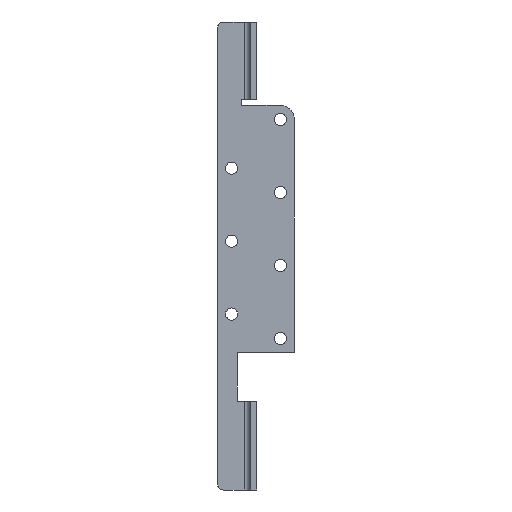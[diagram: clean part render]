
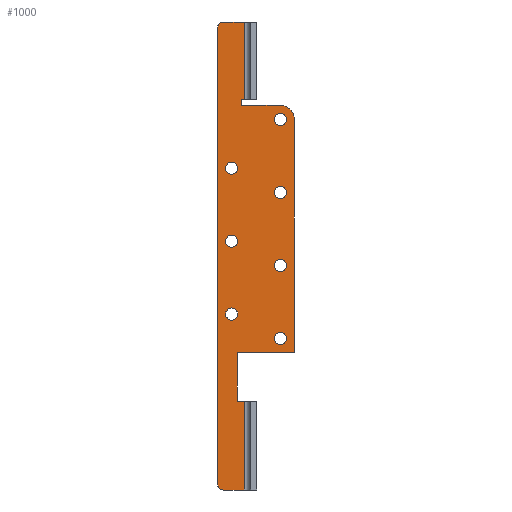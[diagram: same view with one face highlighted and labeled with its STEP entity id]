
A CAD part, front view. The second image highlights one B-rep face of the part: STEP entity #1000.
In plain terms, the highlighted planar face has unit normal (0, -1, 0).
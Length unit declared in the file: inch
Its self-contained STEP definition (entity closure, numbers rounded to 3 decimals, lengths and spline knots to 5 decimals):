
#46=FACE_BOUND('',#214,.T.);
#47=FACE_BOUND('',#215,.T.);
#48=FACE_BOUND('',#216,.T.);
#49=FACE_BOUND('',#217,.T.);
#50=FACE_BOUND('',#218,.T.);
#51=FACE_BOUND('',#219,.T.);
#52=FACE_BOUND('',#220,.T.);
#78=PLANE('',#1126);
#130=FACE_OUTER_BOUND('',#213,.T.);
#213=EDGE_LOOP('',(#901,#902,#903,#904,#905,#906,#907,#908,#909,#910,#911,
#912,#913,#914,#915));
#214=EDGE_LOOP('',(#916));
#215=EDGE_LOOP('',(#917));
#216=EDGE_LOOP('',(#918));
#217=EDGE_LOOP('',(#919));
#218=EDGE_LOOP('',(#920));
#219=EDGE_LOOP('',(#921));
#220=EDGE_LOOP('',(#922));
#225=LINE('',#1434,#307);
#239=LINE('',#1482,#321);
#265=LINE('',#1590,#347);
#280=LINE('',#1628,#362);
#281=LINE('',#1631,#363);
#283=LINE('',#1635,#365);
#286=LINE('',#1640,#368);
#287=LINE('',#1642,#369);
#296=LINE('',#1674,#378);
#298=LINE('',#1678,#380);
#300=LINE('',#1682,#382);
#302=LINE('',#1688,#384);
#307=VECTOR('',#1141,0.3937);
#321=VECTOR('',#1181,0.3937);
#347=VECTOR('',#1305,0.3937);
#362=VECTOR('',#1346,0.3937);
#363=VECTOR('',#1349,0.3937);
#365=VECTOR('',#1353,0.3937);
#368=VECTOR('',#1358,0.3937);
#369=VECTOR('',#1361,0.3937);
#378=VECTOR('',#1400,0.3937);
#380=VECTOR('',#1404,0.3937);
#382=VECTOR('',#1408,0.3937);
#384=VECTOR('',#1416,0.3937);
#386=CIRCLE('',#1025,0.125);
#396=CIRCLE('',#1038,0.125);
#429=CIRCLE('',#1107,0.125);
#430=CIRCLE('',#1109,0.125);
#431=CIRCLE('',#1111,0.125);
#432=CIRCLE('',#1113,0.125);
#433=CIRCLE('',#1115,0.125);
#434=CIRCLE('',#1117,0.125);
#435=CIRCLE('',#1119,0.125);
#436=CIRCLE('',#1124,0.29167);
#439=VERTEX_POINT('',#1424);
#440=VERTEX_POINT('',#1426);
#442=VERTEX_POINT('',#1432);
#462=VERTEX_POINT('',#1476);
#463=VERTEX_POINT('',#1480);
#495=VERTEX_POINT('',#1579);
#504=VERTEX_POINT('',#1613);
#505=VERTEX_POINT('',#1617);
#507=VERTEX_POINT('',#1630);
#508=VERTEX_POINT('',#1634);
#509=VERTEX_POINT('',#1638);
#510=VERTEX_POINT('',#1644);
#511=VERTEX_POINT('',#1648);
#512=VERTEX_POINT('',#1652);
#513=VERTEX_POINT('',#1656);
#514=VERTEX_POINT('',#1660);
#515=VERTEX_POINT('',#1664);
#516=VERTEX_POINT('',#1668);
#517=VERTEX_POINT('',#1672);
#518=VERTEX_POINT('',#1676);
#519=VERTEX_POINT('',#1680);
#520=VERTEX_POINT('',#1684);
#523=EDGE_CURVE('',#439,#440,#386,.T.);
#527=EDGE_CURVE('',#442,#439,#225,.T.);
#549=EDGE_CURVE('',#462,#442,#396,.T.);
#551=EDGE_CURVE('',#463,#462,#239,.T.);
#605=EDGE_CURVE('',#463,#495,#265,.T.);
#624=EDGE_CURVE('',#504,#505,#280,.T.);
#625=EDGE_CURVE('',#507,#504,#281,.T.);
#627=EDGE_CURVE('',#508,#507,#283,.T.);
#630=EDGE_CURVE('',#509,#495,#286,.T.);
#631=EDGE_CURVE('',#440,#505,#287,.T.);
#632=EDGE_CURVE('',#510,#510,#429,.T.);
#634=EDGE_CURVE('',#511,#511,#430,.T.);
#636=EDGE_CURVE('',#512,#512,#431,.T.);
#638=EDGE_CURVE('',#513,#513,#432,.T.);
#640=EDGE_CURVE('',#514,#514,#433,.T.);
#642=EDGE_CURVE('',#515,#515,#434,.T.);
#644=EDGE_CURVE('',#516,#516,#435,.T.);
#647=EDGE_CURVE('',#517,#509,#296,.T.);
#649=EDGE_CURVE('',#518,#517,#298,.T.);
#651=EDGE_CURVE('',#519,#518,#300,.T.);
#653=EDGE_CURVE('',#520,#519,#436,.T.);
#654=EDGE_CURVE('',#520,#508,#302,.T.);
#901=ORIENTED_EDGE('',*,*,#523,.F.);
#902=ORIENTED_EDGE('',*,*,#527,.F.);
#903=ORIENTED_EDGE('',*,*,#549,.F.);
#904=ORIENTED_EDGE('',*,*,#551,.F.);
#905=ORIENTED_EDGE('',*,*,#605,.T.);
#906=ORIENTED_EDGE('',*,*,#630,.F.);
#907=ORIENTED_EDGE('',*,*,#647,.F.);
#908=ORIENTED_EDGE('',*,*,#649,.F.);
#909=ORIENTED_EDGE('',*,*,#651,.F.);
#910=ORIENTED_EDGE('',*,*,#653,.F.);
#911=ORIENTED_EDGE('',*,*,#654,.T.);
#912=ORIENTED_EDGE('',*,*,#627,.T.);
#913=ORIENTED_EDGE('',*,*,#625,.T.);
#914=ORIENTED_EDGE('',*,*,#624,.T.);
#915=ORIENTED_EDGE('',*,*,#631,.F.);
#916=ORIENTED_EDGE('',*,*,#632,.T.);
#917=ORIENTED_EDGE('',*,*,#634,.T.);
#918=ORIENTED_EDGE('',*,*,#636,.T.);
#919=ORIENTED_EDGE('',*,*,#638,.T.);
#920=ORIENTED_EDGE('',*,*,#640,.T.);
#921=ORIENTED_EDGE('',*,*,#642,.T.);
#922=ORIENTED_EDGE('',*,*,#644,.T.);
#1000=ADVANCED_FACE('',(#130,#46,#47,#48,#49,#50,#51,#52),#78,.F.);
#1025=AXIS2_PLACEMENT_3D('',#1427,#1134,#1135);
#1038=AXIS2_PLACEMENT_3D('',#1478,#1176,#1177);
#1107=AXIS2_PLACEMENT_3D('',#1645,#1364,#1365);
#1109=AXIS2_PLACEMENT_3D('',#1649,#1369,#1370);
#1111=AXIS2_PLACEMENT_3D('',#1653,#1374,#1375);
#1113=AXIS2_PLACEMENT_3D('',#1657,#1379,#1380);
#1115=AXIS2_PLACEMENT_3D('',#1661,#1384,#1385);
#1117=AXIS2_PLACEMENT_3D('',#1665,#1389,#1390);
#1119=AXIS2_PLACEMENT_3D('',#1669,#1394,#1395);
#1124=AXIS2_PLACEMENT_3D('',#1686,#1412,#1413);
#1126=AXIS2_PLACEMENT_3D('',#1689,#1417,#1418);
#1134=DIRECTION('center_axis',(0.,1.,0.));
#1135=DIRECTION('ref_axis',(-0.707,0.,0.707));
#1141=DIRECTION('',(0.,0.,1.));
#1176=DIRECTION('center_axis',(0.,1.,0.));
#1177=DIRECTION('ref_axis',(-0.707,0.,-0.707));
#1181=DIRECTION('',(-1.,0.,0.));
#1305=DIRECTION('',(0.,0.,1.));
#1346=DIRECTION('',(0.,0.,1.));
#1349=DIRECTION('',(1.,0.,0.));
#1353=DIRECTION('',(0.,0.,1.));
#1358=DIRECTION('',(1.,0.,0.));
#1361=DIRECTION('',(1.,0.,0.));
#1364=DIRECTION('center_axis',(0.,1.,0.));
#1365=DIRECTION('ref_axis',(1.,0.,0.));
#1369=DIRECTION('center_axis',(0.,1.,0.));
#1370=DIRECTION('ref_axis',(1.,0.,0.));
#1374=DIRECTION('center_axis',(0.,1.,0.));
#1375=DIRECTION('ref_axis',(1.,0.,0.));
#1379=DIRECTION('center_axis',(0.,1.,0.));
#1380=DIRECTION('ref_axis',(1.,0.,0.));
#1384=DIRECTION('center_axis',(0.,1.,0.));
#1385=DIRECTION('ref_axis',(1.,0.,0.));
#1389=DIRECTION('center_axis',(0.,1.,0.));
#1390=DIRECTION('ref_axis',(1.,0.,0.));
#1394=DIRECTION('center_axis',(0.,1.,0.));
#1395=DIRECTION('ref_axis',(1.,0.,0.));
#1400=DIRECTION('',(0.,0.,-1.));
#1404=DIRECTION('',(-1.,0.,0.));
#1408=DIRECTION('',(0.,0.,-1.));
#1412=DIRECTION('center_axis',(0.,1.,0.));
#1413=DIRECTION('ref_axis',(-1.,0.,0.));
#1416=DIRECTION('',(-1.,0.,0.));
#1417=DIRECTION('center_axis',(0.,1.,0.));
#1418=DIRECTION('ref_axis',(0.,0.,1.));
#1424=CARTESIAN_POINT('',(-0.5932,0.,-0.125));
#1426=CARTESIAN_POINT('',(-0.4682,0.,0.));
#1427=CARTESIAN_POINT('Origin',(-0.4682,0.,-0.125));
#1432=CARTESIAN_POINT('',(-0.5932,0.,-9.5));
#1434=CARTESIAN_POINT('',(-0.5932,0.,-9.625));
#1476=CARTESIAN_POINT('',(-0.4682,0.,-9.625));
#1478=CARTESIAN_POINT('Origin',(-0.4682,0.,-9.5));
#1480=CARTESIAN_POINT('',(-0.03886,0.,-9.625));
#1482=CARTESIAN_POINT('',(0.21114,0.,-9.625));
#1579=CARTESIAN_POINT('',(-0.03886,0.,-7.79859));
#1590=CARTESIAN_POINT('',(-0.03886,0.,-6.33824));
#1613=CARTESIAN_POINT('',(-0.03886,0.,-1.59026));
#1617=CARTESIAN_POINT('',(-0.03886,0.,0.));
#1628=CARTESIAN_POINT('',(-0.03886,0.,-2.43894));
#1630=CARTESIAN_POINT('',(-0.10136,0.,-1.59026));
#1631=CARTESIAN_POINT('',(0.11403,0.,-1.59026));
#1634=CARTESIAN_POINT('',(-0.10136,0.,-1.71526));
#1635=CARTESIAN_POINT('',(-0.10136,0.,-3.23407));
#1638=CARTESIAN_POINT('',(-0.187,0.,-7.79859));
#1640=CARTESIAN_POINT('',(-0.187,0.,-7.79859));
#1642=CARTESIAN_POINT('',(-0.5932,0.,0.));
#1644=CARTESIAN_POINT('',(0.57347,0.,-6.50693));
#1645=CARTESIAN_POINT('Origin',(0.69847,0.,-6.50693));
#1648=CARTESIAN_POINT('',(0.57347,0.,-5.00693));
#1649=CARTESIAN_POINT('Origin',(0.69847,0.,-5.00693));
#1652=CARTESIAN_POINT('',(0.57347,0.,-3.50693));
#1653=CARTESIAN_POINT('Origin',(0.69847,0.,-3.50693));
#1656=CARTESIAN_POINT('',(-0.42653,0.,-6.00693));
#1657=CARTESIAN_POINT('Origin',(-0.30153,0.,-6.00693));
#1660=CARTESIAN_POINT('',(-0.42653,0.,-4.50693));
#1661=CARTESIAN_POINT('Origin',(-0.30153,0.,-4.50693));
#1664=CARTESIAN_POINT('',(-0.42653,0.,-3.00693));
#1665=CARTESIAN_POINT('Origin',(-0.30153,0.,-3.00693));
#1668=CARTESIAN_POINT('',(0.57347,0.,-2.00693));
#1669=CARTESIAN_POINT('Origin',(0.69847,0.,-2.00693));
#1672=CARTESIAN_POINT('',(-0.187,0.,-6.79859));
#1674=CARTESIAN_POINT('',(-0.187,0.,-6.79859));
#1676=CARTESIAN_POINT('',(0.99014,0.,-6.79859));
#1678=CARTESIAN_POINT('',(0.99014,0.,-6.79859));
#1680=CARTESIAN_POINT('',(0.99014,0.,-2.00693));
#1682=CARTESIAN_POINT('',(0.99014,0.,-1.71526));
#1684=CARTESIAN_POINT('',(0.69847,0.,-1.71526));
#1686=CARTESIAN_POINT('Origin',(0.69847,0.,-2.00693));
#1688=CARTESIAN_POINT('',(-0.04222,0.,-1.71526));
#1689=CARTESIAN_POINT('Origin',(0.01692,0.,-4.87789));
